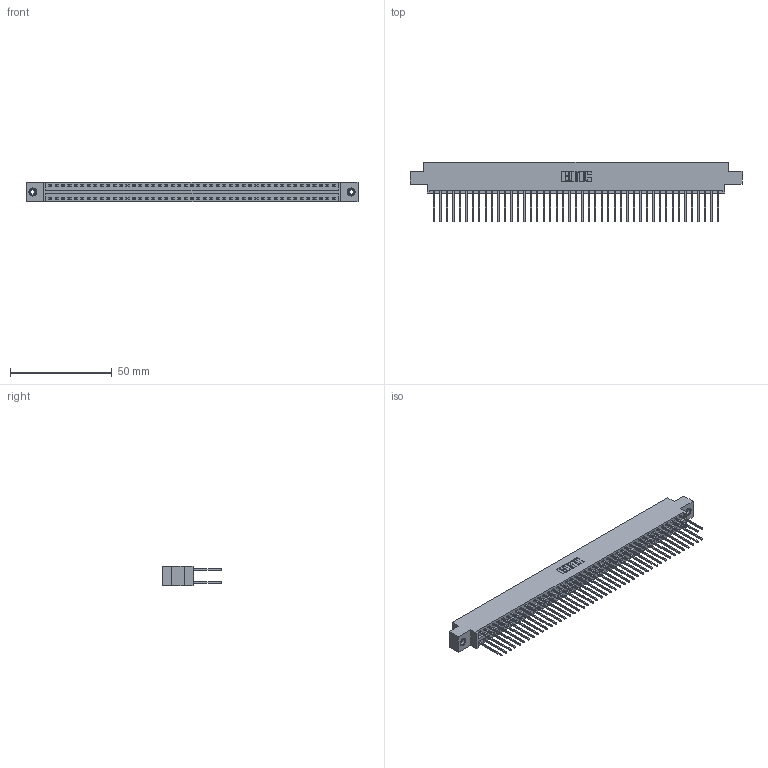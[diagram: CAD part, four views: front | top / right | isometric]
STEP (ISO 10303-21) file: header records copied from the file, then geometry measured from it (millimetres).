
FILE_DESCRIPTION (( 'STEP AP203' ), '1' );
FILE_NAME ('346-090-540-808.STEP', '2018-08-30T01:54:59', ( '' ), ( '' ), 'SwSTEP 2.0', 'SolidWorks 2016', '' );
FILE_SCHEMA (( 'CONFIG_CONTROL_DESIGN' ));
Length unit declared in the file: inch
Products named in the file (4): 346 Part_0.170 Offset - 0.156 Dia-TI; 345-292-001_345-293-140; 345-250-001_345-250-003-102; 346-090-540-808
Assembly tree (93 placements, depth 2):
  346-090-540-808
    346 Part_0.170 Offset - 0.156 Dia-TI
    345-292-001_345-293-140  x90
    345-250-001_345-250-003-102  x2
Bounding box: 163.45 x 29.46 x 9.4 mm (x, y, z)
Volume: 16141.7 mm3; surface area: 24048.4 mm2
Topology: 93 solids, 93 shells, 4866 faces, 14427 edges, 9490 vertices
Faces by surface type: plane 3262, cylinder 1588, cone 12, torus 4
Entity records: 30300 total; most frequent: CARTESIAN_POINT 4975, ORIENTED_EDGE 4902, DIRECTION 4461, EDGE_CURVE 2451, VECTOR 2119, LINE 2119, VERTEX_POINT 1628, AXIS2_PLACEMENT_3D 1171
